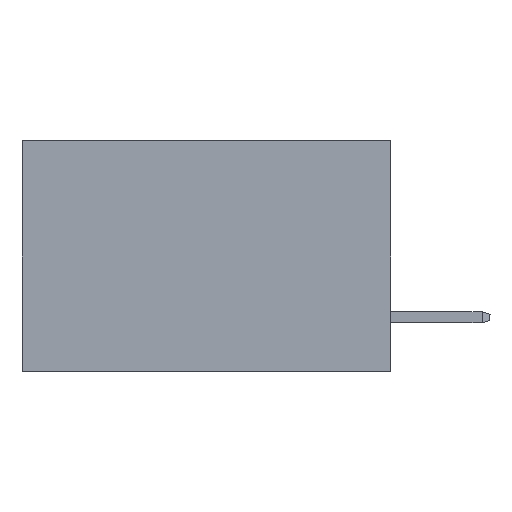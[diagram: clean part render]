
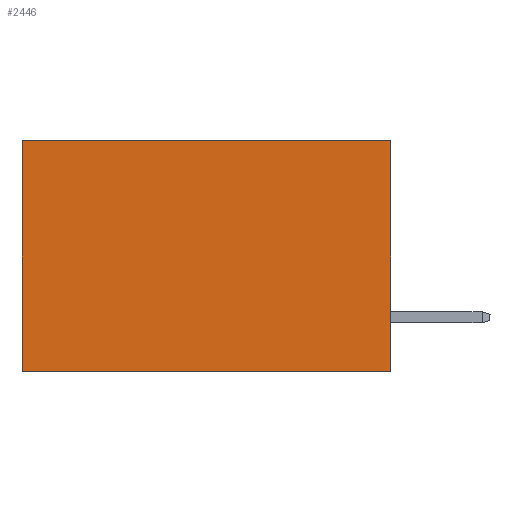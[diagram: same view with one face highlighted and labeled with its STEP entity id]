
A CAD part, left-side view. The second image highlights one B-rep face of the part: STEP entity #2446.
In plain terms, the highlighted planar face has unit normal (-1, 0, 0).
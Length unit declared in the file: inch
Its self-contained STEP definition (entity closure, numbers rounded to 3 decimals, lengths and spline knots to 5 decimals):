
#385 = VERTEX_POINT ( 'NONE', #9892 ) ;
#773 = PLANE ( 'NONE',  #9599 ) ;
#803 = CARTESIAN_POINT ( 'NONE',  ( 0.2875, 0., 0. ) ) ;
#860 = ORIENTED_EDGE ( 'NONE', *, *, #942, .T. ) ;
#888 = VERTEX_POINT ( 'NONE', #9023 ) ;
#942 = EDGE_CURVE ( 'NONE', #8994, #11804, #2587, .T. ) ;
#1382 = CARTESIAN_POINT ( 'NONE',  ( 0.2875, 0., -0.375 ) ) ;
#2091 = EDGE_CURVE ( 'NONE', #385, #888, #3404, .T. ) ;
#2446 = ADVANCED_FACE ( 'NONE', ( #11909 ), #773, .F. ) ;
#2587 = LINE ( 'NONE', #12555, #5913 ) ;
#3404 = LINE ( 'NONE', #1382, #3940 ) ;
#3784 = DIRECTION ( 'NONE',  ( 0., 0., -1. ) ) ;
#3807 = ORIENTED_EDGE ( 'NONE', *, *, #2091, .F. ) ;
#3940 = VECTOR ( 'NONE', #10290, 39.37008 ) ;
#4191 = DIRECTION ( 'NONE',  ( 0., 1., 0. ) ) ;
#4479 = VECTOR ( 'NONE', #5775, 39.37008 ) ;
#4658 = CARTESIAN_POINT ( 'NONE',  ( 0.2875, 0., -0.375 ) ) ;
#4770 = DIRECTION ( 'NONE',  ( 1., 0., 0. ) ) ;
#4828 = CARTESIAN_POINT ( 'NONE',  ( 0.2875, 0., -0.375 ) ) ;
#5775 = DIRECTION ( 'NONE',  ( 0., 1., 0. ) ) ;
#5834 = LINE ( 'NONE', #4658, #4479 ) ;
#5913 = VECTOR ( 'NONE', #7448, 39.37008 ) ;
#6273 = CARTESIAN_POINT ( 'NONE',  ( 0.2875, 0.6, -0.375 ) ) ;
#6620 = CARTESIAN_POINT ( 'NONE',  ( 0.2875, 0.6, 0. ) ) ;
#7448 = DIRECTION ( 'NONE',  ( 0., 0., -1. ) ) ;
#8994 = VERTEX_POINT ( 'NONE', #6620 ) ;
#9023 = CARTESIAN_POINT ( 'NONE',  ( 0.2875, 0., -0.375 ) ) ;
#9082 = ORIENTED_EDGE ( 'NONE', *, *, #12376, .F. ) ;
#9146 = VECTOR ( 'NONE', #4191, 39.37008 ) ;
#9599 = AXIS2_PLACEMENT_3D ( 'NONE', #4828, #4770, #3784 ) ;
#9664 = EDGE_LOOP ( 'NONE', ( #860, #9082, #3807, #10959 ) ) ;
#9892 = CARTESIAN_POINT ( 'NONE',  ( 0.2875, 0., 0. ) ) ;
#10290 = DIRECTION ( 'NONE',  ( 0., 0., -1. ) ) ;
#10373 = EDGE_CURVE ( 'NONE', #385, #8994, #11500, .T. ) ;
#10959 = ORIENTED_EDGE ( 'NONE', *, *, #10373, .T. ) ;
#11500 = LINE ( 'NONE', #803, #9146 ) ;
#11804 = VERTEX_POINT ( 'NONE', #6273 ) ;
#11909 = FACE_OUTER_BOUND ( 'NONE', #9664, .T. ) ;
#12376 = EDGE_CURVE ( 'NONE', #888, #11804, #5834, .T. ) ;
#12555 = CARTESIAN_POINT ( 'NONE',  ( 0.2875, 0.6, -0.375 ) ) ;
